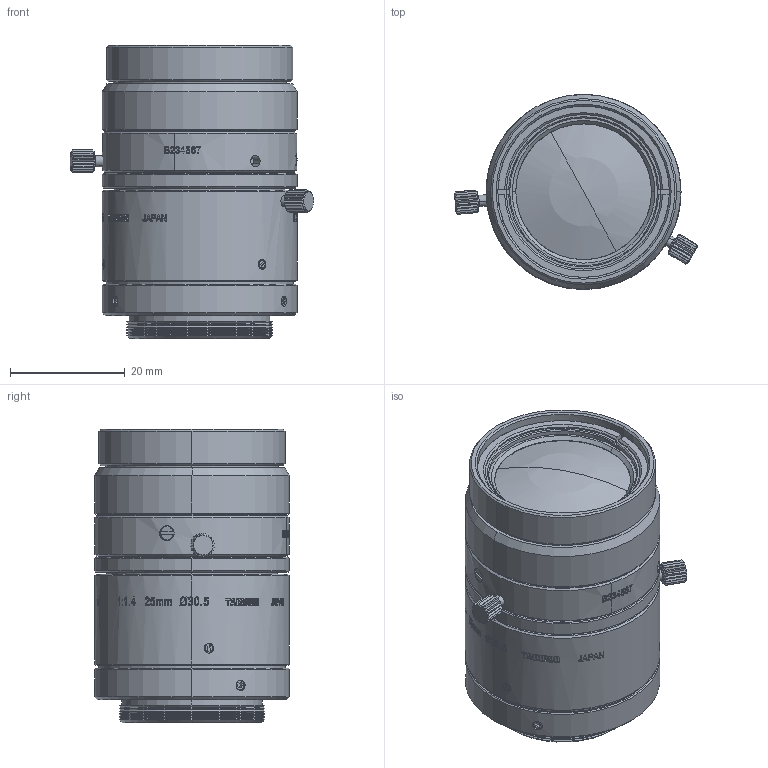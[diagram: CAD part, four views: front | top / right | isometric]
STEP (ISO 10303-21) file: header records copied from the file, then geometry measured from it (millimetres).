
FILE_DESCRIPTION(('CATIA V5 STEP Exchange'),'2;1');
FILE_NAME('PB030A0-070-PB030A0(23FM25SP).stp','2024-10-01T01:02:04+00:00',('none'),('none'),'CATIA Version 5-6 Release 2017 SP5 HF45','CATIA V5 STEP AP203','none');
FILE_SCHEMA(('CONFIG_CONTROL_DESIGN'));
Length unit declared in the file: millimetre
Products named in the file (1): PB030A0-070-PB030A0外観3Dデータ
Bounding box: 42.47 x 34 x 51.15 mm (x, y, z)
Volume: 37531.8 mm3; surface area: 20757.2 mm2
Topology: 1 solids, 9 shells, 1612 faces, 4265 edges, 2781 vertices
Faces by surface type: bspline 593, plane 494, cylinder 314, cone 199, sphere 8, torus 4
Entity records: 64235 total; most frequent: CARTESIAN_POINT 31485, ORIENTED_EDGE 8522, EDGE_CURVE 4261, DIRECTION 3564, VERTEX_POINT 2781, B_SPLINE_CURVE_WITH_KNOTS 2333, EDGE_LOOP 1764, AXIS2_PLACEMENT_3D 1719
